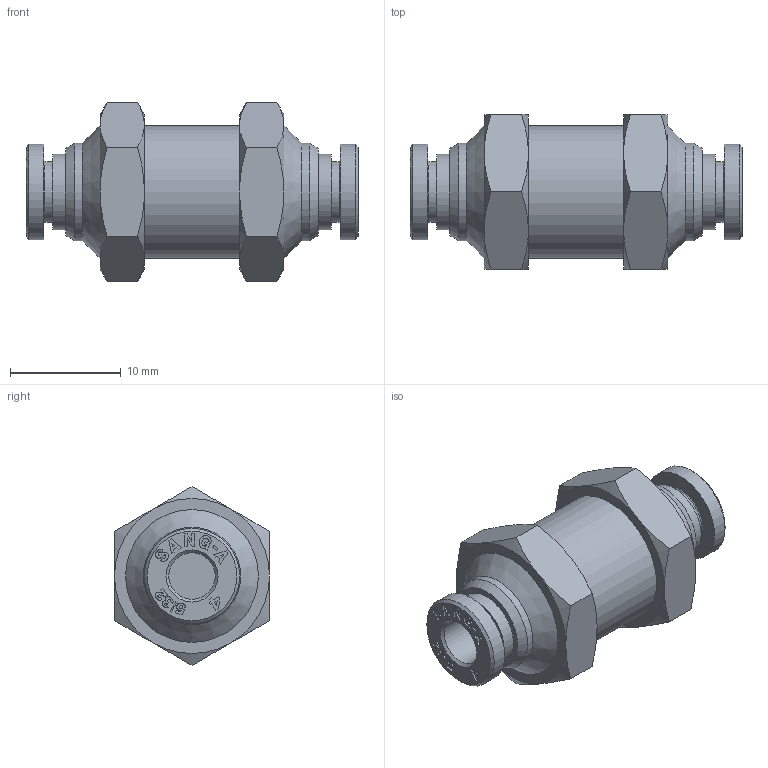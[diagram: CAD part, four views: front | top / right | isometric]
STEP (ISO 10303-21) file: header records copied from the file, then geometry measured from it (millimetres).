
FILE_DESCRIPTION(/* description */ (''),/* implementation_level */ '2;1');
FILE_NAME(/* name */ 'iqss_40.stp',/* time_stamp */ '2016-08-08T09:36:20+02:00',/* author */ ('leitheußer'),/* organization */ (''),/* preprocessor_version */ 'ST-DEVELOPER v15.6',/* originating_system */ 'Autodesk Inventor LT ',/* authorisation */ '');
FILE_SCHEMA (('AUTOMOTIVE_DESIGN { 1 0 10303 214 3 1 1 }'));
Length unit declared in the file: millimetre
Products named in the file (1): GPMM_04(3D)
Bounding box: 30 x 14 x 16.17 mm (x, y, z)
Volume: 2672.9 mm3; surface area: 1929.5 mm2
Topology: 1 solids, 1 shells, 787 faces, 2206 edges, 1461 vertices
Faces by surface type: plane 678, bspline 52, cone 34, cylinder 23
Full cylindrical faces by diameter (mm): 4.2 x2, 5.5 x2, 6.8 x2, 8.6 x2, 8.8 x2, 12 x1
Entity records: 25434 total; most frequent: CARTESIAN_POINT 5404, ORIENTED_EDGE 4360, DIRECTION 3788, EDGE_CURVE 2180, LINE 1948, VECTOR 1948, VERTEX_POINT 1456, AXIS2_PLACEMENT_3D 920
